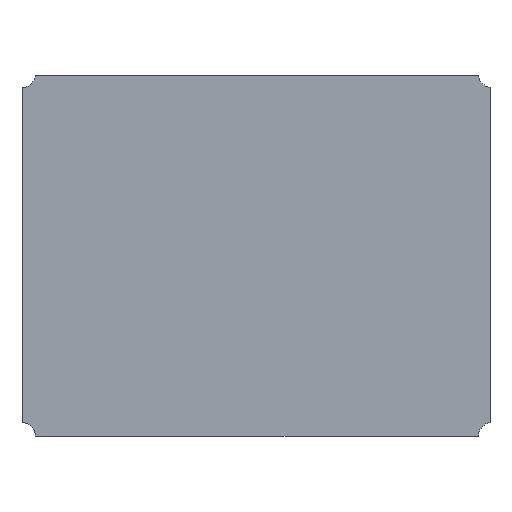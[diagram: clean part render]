
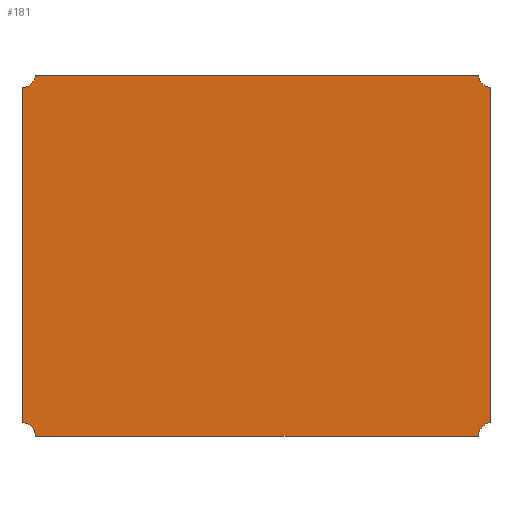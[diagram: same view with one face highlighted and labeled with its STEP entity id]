
A CAD part, front view. The second image highlights one B-rep face of the part: STEP entity #181.
In plain terms, the highlighted planar face has unit normal (0, -1, 0).
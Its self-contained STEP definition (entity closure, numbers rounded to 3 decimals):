
#26=CIRCLE('',#204,1.588);
#27=CIRCLE('',#205,1.588);
#28=CIRCLE('',#206,1.588);
#29=CIRCLE('',#207,1.588);
#35=FACE_OUTER_BOUND('',#45,.T.);
#45=EDGE_LOOP('',(#146,#147,#148,#149,#150,#151,#152,#153));
#52=LINE('',#274,#68);
#56=LINE('',#283,#72);
#58=LINE('',#288,#74);
#62=LINE('',#297,#78);
#68=VECTOR('',#218,1000.);
#72=VECTOR('',#224,1000.);
#74=VECTOR('',#228,1000.);
#78=VECTOR('',#234,1000.);
#84=VERTEX_POINT('',#271);
#85=VERTEX_POINT('',#273);
#88=VERTEX_POINT('',#280);
#89=VERTEX_POINT('',#282);
#90=VERTEX_POINT('',#286);
#91=VERTEX_POINT('',#287);
#94=VERTEX_POINT('',#295);
#95=VERTEX_POINT('',#296);
#100=EDGE_CURVE('',#84,#85,#52,.T.);
#104=EDGE_CURVE('',#88,#89,#56,.T.);
#106=EDGE_CURVE('',#90,#91,#58,.T.);
#110=EDGE_CURVE('',#94,#95,#62,.T.);
#118=EDGE_CURVE('',#84,#95,#26,.T.);
#119=EDGE_CURVE('',#94,#91,#27,.T.);
#120=EDGE_CURVE('',#90,#89,#28,.T.);
#121=EDGE_CURVE('',#88,#85,#29,.T.);
#146=ORIENTED_EDGE('',*,*,#118,.T.);
#147=ORIENTED_EDGE('',*,*,#110,.F.);
#148=ORIENTED_EDGE('',*,*,#119,.T.);
#149=ORIENTED_EDGE('',*,*,#106,.F.);
#150=ORIENTED_EDGE('',*,*,#120,.T.);
#151=ORIENTED_EDGE('',*,*,#104,.F.);
#152=ORIENTED_EDGE('',*,*,#121,.T.);
#153=ORIENTED_EDGE('',*,*,#100,.F.);
#175=PLANE('',#203);
#181=ADVANCED_FACE('',(#35),#175,.T.);
#203=AXIS2_PLACEMENT_3D('',#308,#248,#249);
#204=AXIS2_PLACEMENT_3D('',#309,#250,#251);
#205=AXIS2_PLACEMENT_3D('',#310,#252,#253);
#206=AXIS2_PLACEMENT_3D('',#311,#254,#255);
#207=AXIS2_PLACEMENT_3D('',#312,#256,#257);
#218=DIRECTION('',(0.,0.,-1.));
#224=DIRECTION('',(-1.,0.,0.));
#228=DIRECTION('',(0.,0.,1.));
#234=DIRECTION('',(1.,0.,0.));
#248=DIRECTION('center_axis',(0.,-1.,0.));
#249=DIRECTION('ref_axis',(0.,0.,-1.));
#250=DIRECTION('center_axis',(0.,1.,0.));
#251=DIRECTION('ref_axis',(0.,0.,1.));
#252=DIRECTION('center_axis',(0.,1.,0.));
#253=DIRECTION('ref_axis',(0.,0.,1.));
#254=DIRECTION('center_axis',(0.,1.,0.));
#255=DIRECTION('ref_axis',(0.,0.,1.));
#256=DIRECTION('center_axis',(0.,1.,0.));
#257=DIRECTION('ref_axis',(0.,0.,1.));
#271=CARTESIAN_POINT('',(27.559,0.,19.859));
#273=CARTESIAN_POINT('',(27.559,0.,-19.637));
#274=CARTESIAN_POINT('',(27.559,0.,21.209));
#280=CARTESIAN_POINT('',(26.193,0.,-21.209));
#282=CARTESIAN_POINT('',(-25.972,0.,-21.209));
#283=CARTESIAN_POINT('',(-27.559,0.,-21.209));
#286=CARTESIAN_POINT('',(-27.559,0.,-19.622));
#287=CARTESIAN_POINT('',(-27.559,0.,19.843));
#288=CARTESIAN_POINT('',(-27.559,0.,21.209));
#295=CARTESIAN_POINT('',(-25.987,0.,21.209));
#296=CARTESIAN_POINT('',(26.209,0.,21.209));
#297=CARTESIAN_POINT('',(-27.559,0.,21.209));
#308=CARTESIAN_POINT('Origin',(0.,0.,0.));
#309=CARTESIAN_POINT('Origin',(27.781,0.,21.431));
#310=CARTESIAN_POINT('Origin',(-27.559,0.,21.431));
#311=CARTESIAN_POINT('Origin',(-27.559,0.,-21.209));
#312=CARTESIAN_POINT('Origin',(27.781,0.,-21.209));
